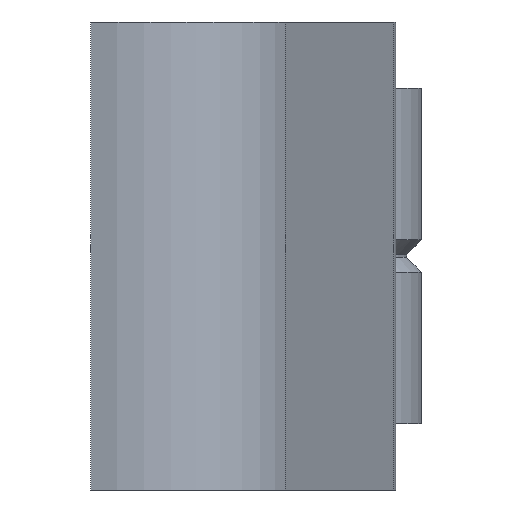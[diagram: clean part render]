
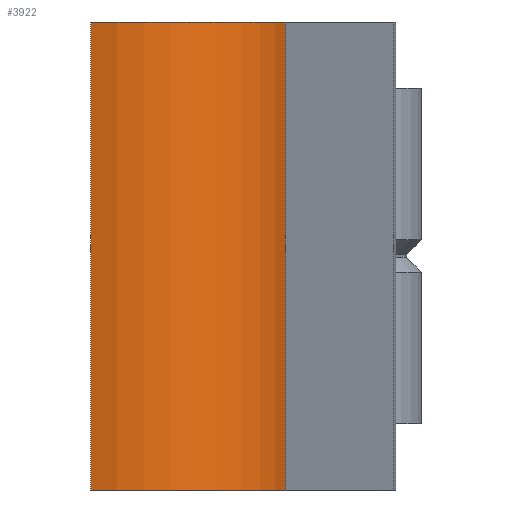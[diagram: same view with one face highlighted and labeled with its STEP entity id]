
A CAD part, front view. The second image highlights one B-rep face of the part: STEP entity #3922.
In plain terms, the highlighted cylindrical face has radius 10.475 mm (diameter 20.95 mm), a partial arc.
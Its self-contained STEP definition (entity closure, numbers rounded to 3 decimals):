
#23 = LINE ( 'NONE', #3833, #4368 ) ;
#148 = DIRECTION ( 'NONE',  ( -1., 0., 0. ) ) ;
#603 = VERTEX_POINT ( 'NONE', #4175 ) ;
#888 = VERTEX_POINT ( 'NONE', #3440 ) ;
#1054 = CARTESIAN_POINT ( 'NONE',  ( -58.552, 1.475, -37.5 ) ) ;
#1210 = CARTESIAN_POINT ( 'NONE',  ( 15.875, 1.475, -37.5 ) ) ;
#1423 = ORIENTED_EDGE ( 'NONE', *, *, #4369, .F. ) ;
#1529 = VECTOR ( 'NONE', #2952, 1000. ) ;
#1561 = DIRECTION ( 'NONE',  ( 0., 0., 1. ) ) ;
#1699 = EDGE_CURVE ( 'NONE', #603, #888, #2579, .T. ) ;
#1833 = CIRCLE ( 'NONE', #4509, 10.475 ) ;
#1882 = CARTESIAN_POINT ( 'NONE',  ( -15.875, 1.475, -47.975 ) ) ;
#1997 = AXIS2_PLACEMENT_3D ( 'NONE', #1054, #2106, #3516 ) ;
#2025 = EDGE_CURVE ( 'NONE', #3212, #3305, #23, .T. ) ;
#2106 = DIRECTION ( 'NONE',  ( 1., 0., 0. ) ) ;
#2197 = CARTESIAN_POINT ( 'NONE',  ( 15.875, 11.95, -37.5 ) ) ;
#2263 = CARTESIAN_POINT ( 'NONE',  ( -15.875, 1.475, -37.5 ) ) ;
#2273 = CIRCLE ( 'NONE', #3582, 10.475 ) ;
#2424 = CARTESIAN_POINT ( 'NONE',  ( -15.875, 11.95, -37.5 ) ) ;
#2579 = LINE ( 'NONE', #1882, #1529 ) ;
#2619 = DIRECTION ( 'NONE',  ( 0., 0., -1. ) ) ;
#2792 = DIRECTION ( 'NONE',  ( 1., 0., 0. ) ) ;
#2797 = FACE_OUTER_BOUND ( 'NONE', #4120, .T. ) ;
#2806 = ORIENTED_EDGE ( 'NONE', *, *, #2025, .T. ) ;
#2952 = DIRECTION ( 'NONE',  ( 1., 0., 0. ) ) ;
#3212 = VERTEX_POINT ( 'NONE', #2424 ) ;
#3305 = VERTEX_POINT ( 'NONE', #2197 ) ;
#3395 = EDGE_CURVE ( 'NONE', #3212, #603, #2273, .T. ) ;
#3440 = CARTESIAN_POINT ( 'NONE',  ( 15.875, 1.475, -47.975 ) ) ;
#3516 = DIRECTION ( 'NONE',  ( 0., 0., -1. ) ) ;
#3582 = AXIS2_PLACEMENT_3D ( 'NONE', #2263, #148, #2619 ) ;
#3628 = ORIENTED_EDGE ( 'NONE', *, *, #3395, .F. ) ;
#3666 = DIRECTION ( 'NONE',  ( 1., 0., 0. ) ) ;
#3833 = CARTESIAN_POINT ( 'NONE',  ( -58.552, 11.95, -37.5 ) ) ;
#3922 = ADVANCED_FACE ( 'NONE', ( #2797 ), #4442, .T. ) ;
#4102 = ORIENTED_EDGE ( 'NONE', *, *, #1699, .F. ) ;
#4120 = EDGE_LOOP ( 'NONE', ( #4102, #3628, #2806, #1423 ) ) ;
#4175 = CARTESIAN_POINT ( 'NONE',  ( -15.875, 1.475, -47.975 ) ) ;
#4368 = VECTOR ( 'NONE', #2792, 1000. ) ;
#4369 = EDGE_CURVE ( 'NONE', #888, #3305, #1833, .T. ) ;
#4442 = CYLINDRICAL_SURFACE ( 'NONE', #1997, 10.475 ) ;
#4509 = AXIS2_PLACEMENT_3D ( 'NONE', #1210, #3666, #1561 ) ;
